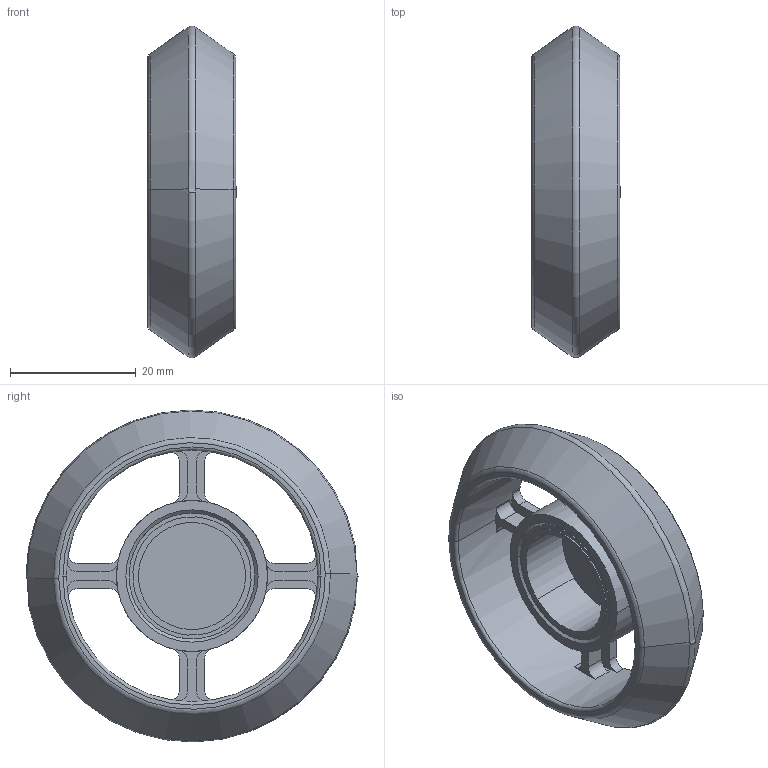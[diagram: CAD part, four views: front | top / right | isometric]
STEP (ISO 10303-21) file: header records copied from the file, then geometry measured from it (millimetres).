
FILE_DESCRIPTION (( 'STEP AP203' ), '1' );
FILE_NAME ('wheel_part_acis_Default_sldprt.STEP', '2019-06-26T01:47:30', ( '' ), ( '' ), 'SwSTEP 2.0', 'SolidWorks 2018', '' );
FILE_SCHEMA (( 'CONFIG_CONTROL_DESIGN' ));
Length unit declared in the file: millimetre
Products named in the file (1): wheel_part_acis_Default_sldprt
Bounding box: 14.1 x 52.74 x 52.73 mm (x, y, z)
Volume: 10982.7 mm3; surface area: 8522.5 mm2
Topology: 2 solids, 2 shells, 106 faces, 306 edges, 200 vertices
Faces by surface type: cylinder 50, plane 36, torus 12, cone 6, bspline 2
Entity records: 3729 total; most frequent: DIRECTION 694, CARTESIAN_POINT 669, ORIENTED_EDGE 612, EDGE_CURVE 306, AXIS2_PLACEMENT_3D 285, VERTEX_POINT 200, CIRCLE 180, LINE 124
